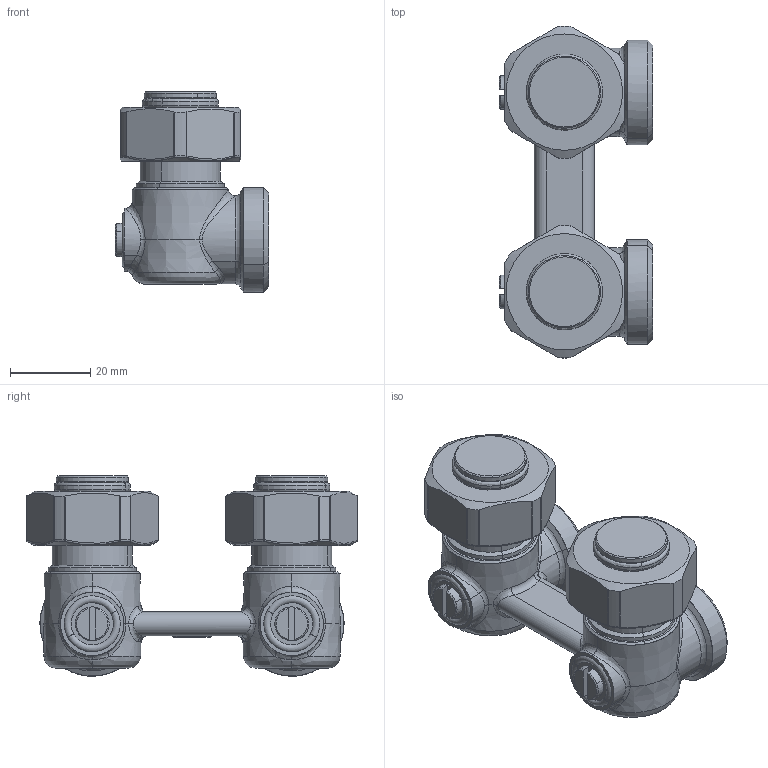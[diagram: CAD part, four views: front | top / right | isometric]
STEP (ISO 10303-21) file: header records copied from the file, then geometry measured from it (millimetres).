
FILE_DESCRIPTION(('CATIA V5 STEP Exchange'),'2;1');
FILE_NAME('STEP_301152_-_TST.stp','2020-01-08T07:51:43+00:00',('none'),('none'),'CATIA Version 5-6 Release 2016 SP4','CATIA V5 STEP AP203','none');
FILE_SCHEMA(('CONFIG_CONTROL_DESIGN'));
Length unit declared in the file: millimetre
Products named in the file (1): 301152 - TST
Bounding box: 38.2 x 82.74 x 49.95 mm (x, y, z)
Volume: 62939.6 mm3; surface area: 14301.5 mm2
Topology: 1 solids, 1 shells, 432 faces, 1011 edges, 557 vertices
Faces by surface type: bspline 124, cylinder 115, plane 62, torus 51, cone 43, sphere 37
Entity records: 20219 total; most frequent: CARTESIAN_POINT 12227, ORIENTED_EDGE 1948, DIRECTION 1023, EDGE_CURVE 974, AXIS2_PLACEMENT_3D 564, VERTEX_POINT 557, EDGE_LOOP 445, B_SPLINE_CURVE_WITH_KNOTS 433
